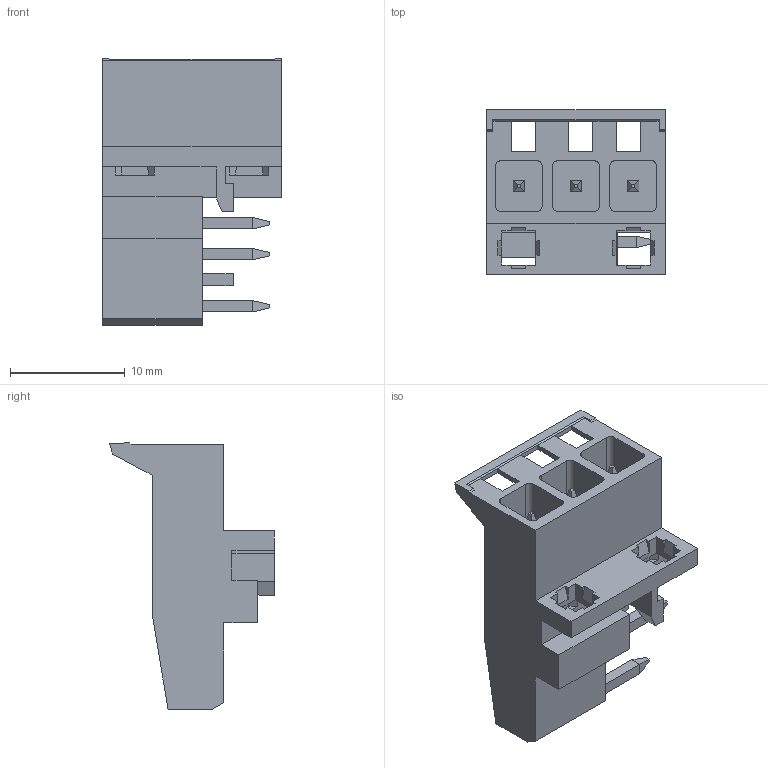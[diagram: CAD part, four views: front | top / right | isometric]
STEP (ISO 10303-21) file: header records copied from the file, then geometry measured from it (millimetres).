
FILE_DESCRIPTION(('CATIA V5R24 STEP','CAx-IF Rec.Pracs.--- Model Styling and Organization---1.2---2011-12-15'),'2;1');
FILE_NAME ('12878394_3', '2018-06-11T05:44:32+00:00', ('Weidmueller Interface'), ('Weidmueller'), 'CATIA Version 5-6 Release 2014 SP4', 'CATIA V5 STEP AP214', 'none');
FILE_SCHEMA(('AUTOMOTIVE_DESIGN { 1 0 10303 214 1 1 1 1 }'));
Length unit declared in the file: millimetre
Products named in the file (1): 1069690000
Bounding box: 15.6 x 14.38 x 23.25 mm (x, y, z)
Volume: 1557.4 mm3; surface area: 1964.5 mm2
Topology: 7 solids, 7 shells, 181 faces, 486 edges, 317 vertices
Faces by surface type: plane 169, extrusion 11, cylinder 1
Entity records: 5748 total; most frequent: CARTESIAN_POINT 1045, ORIENTED_EDGE 972, DIRECTION 821, EDGE_CURVE 486, VECTOR 463, LINE 452, VERTEX_POINT 317, EDGE_LOOP 189
